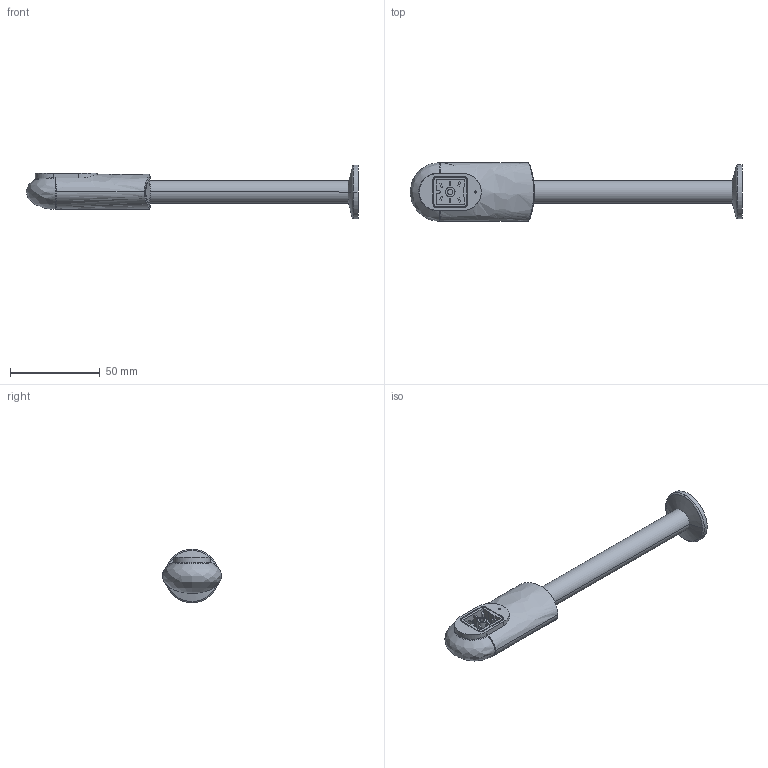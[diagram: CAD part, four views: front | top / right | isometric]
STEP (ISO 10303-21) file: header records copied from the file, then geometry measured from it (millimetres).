
FILE_DESCRIPTION((''),'2;1');
FILE_NAME('PTR21960.stp','2005-02-03T16:36:47',('BEM'),(''),'Autodesk Inventor 9','Autodesk Inventor 9','');
FILE_SCHEMA(('AUTOMOTIVE_DESIGN { 1 0 10303 214 1 1 1 1 }'));
Length unit declared in the file: millimetre
Products named in the file (1): PTR21960
Bounding box: 184.7 x 32.8 x 30 mm (x, y, z)
Volume: 18888.1 mm3; surface area: 25572.1 mm2
Topology: 3 solids, 3 shells, 323 faces, 911 edges, 591 vertices
Faces by surface type: plane 139, cylinder 81, bspline 63, cone 30, torus 10
Entity records: 12738 total; most frequent: CARTESIAN_POINT 4739, ORIENTED_EDGE 1810, DIRECTION 1472, EDGE_CURVE 905, VERTEX_POINT 591, AXIS2_PLACEMENT_3D 505, VECTOR 462, LINE 462
